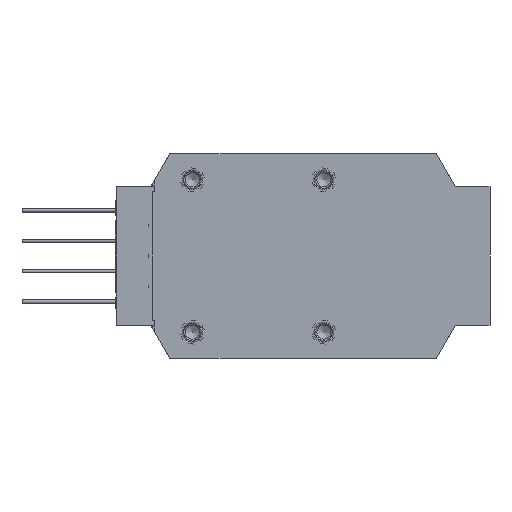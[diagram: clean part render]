
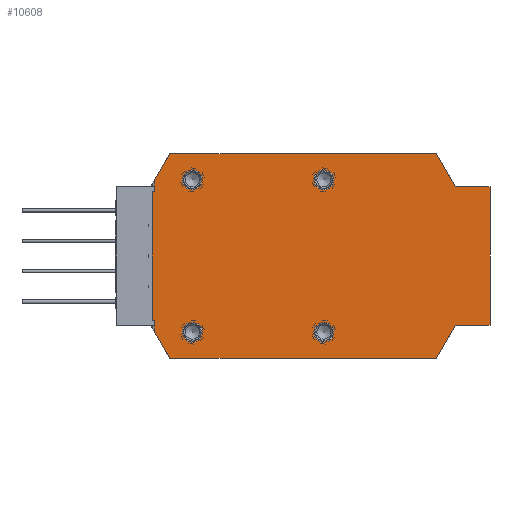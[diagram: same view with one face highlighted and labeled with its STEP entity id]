
A CAD part, front view. The second image highlights one B-rep face of the part: STEP entity #10608.
In plain terms, the highlighted planar face has unit normal (0, -1, 0).
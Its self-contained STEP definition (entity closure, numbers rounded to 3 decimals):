
#10608=ADVANCED_FACE('',(#64846,#64848,#64850,#64852,#64854),#64856,.F.);
#64846=FACE_BOUND('',#64847,.T.);
#64847=EDGE_LOOP('',(#107402,#107403,#107404,#107405,#107406,#107407,#107408,#107409,
#107410,#107411,#107412,#107413,#107414,#107415));
#64848=FACE_BOUND('',#64849,.T.);
#64849=EDGE_LOOP('',(#107416));
#64850=FACE_BOUND('',#64851,.T.);
#64851=EDGE_LOOP('',(#107417));
#64852=FACE_BOUND('',#64853,.T.);
#64853=EDGE_LOOP('',(#107418));
#64854=FACE_BOUND('',#64855,.T.);
#64855=EDGE_LOOP('',(#107419));
#64856=PLANE('',#64857);
#64857=AXIS2_PLACEMENT_3D('',#64858,#64859,#64860);
#64858=CARTESIAN_POINT('',(0.,0.,0.));
#64859=DIRECTION('',(-0.,1.,0.));
#64860=DIRECTION('',(1.,0.,0.));
#107402=ORIENTED_EDGE('',*,*,#140608,.F.);
#107403=ORIENTED_EDGE('',*,*,#140609,.T.);
#107404=ORIENTED_EDGE('',*,*,#140610,.F.);
#107405=ORIENTED_EDGE('',*,*,#140611,.F.);
#107406=ORIENTED_EDGE('',*,*,#140612,.F.);
#107407=ORIENTED_EDGE('',*,*,#140613,.F.);
#107408=ORIENTED_EDGE('',*,*,#140614,.F.);
#107409=ORIENTED_EDGE('',*,*,#140615,.F.);
#107410=ORIENTED_EDGE('',*,*,#140616,.F.);
#107411=ORIENTED_EDGE('',*,*,#140617,.F.);
#107412=ORIENTED_EDGE('',*,*,#140618,.F.);
#107413=ORIENTED_EDGE('',*,*,#140619,.T.);
#107414=ORIENTED_EDGE('',*,*,#140620,.F.);
#107415=ORIENTED_EDGE('',*,*,#139073,.T.);
#107416=ORIENTED_EDGE('',*,*,#140621,.T.);
#107417=ORIENTED_EDGE('',*,*,#140622,.T.);
#107418=ORIENTED_EDGE('',*,*,#140623,.T.);
#107419=ORIENTED_EDGE('',*,*,#140624,.T.);
#139073=EDGE_CURVE('',#158111,#158109,#158112,.F.);
#140608=EDGE_CURVE('',#160674,#158109,#160676,.T.);
#140609=EDGE_CURVE('',#160674,#160677,#160678,.F.);
#140610=EDGE_CURVE('',#160679,#160677,#160680,.T.);
#140611=EDGE_CURVE('',#160681,#160679,#160682,.T.);
#140612=EDGE_CURVE('',#160683,#160681,#160684,.T.);
#140613=EDGE_CURVE('',#160685,#160683,#160686,.T.);
#140614=EDGE_CURVE('',#160687,#160685,#160688,.T.);
#140615=EDGE_CURVE('',#160689,#160687,#160690,.T.);
#140616=EDGE_CURVE('',#160691,#160689,#160692,.T.);
#140617=EDGE_CURVE('',#160693,#160691,#160694,.T.);
#140618=EDGE_CURVE('',#160695,#160693,#160696,.T.);
#140619=EDGE_CURVE('',#160695,#160697,#160698,.F.);
#140620=EDGE_CURVE('',#158111,#160697,#160699,.T.);
#140621=EDGE_CURVE('',#160700,#160700,#160701,.T.);
#140622=EDGE_CURVE('',#160702,#160702,#160703,.T.);
#140623=EDGE_CURVE('',#160704,#160704,#160705,.T.);
#140624=EDGE_CURVE('',#160706,#160706,#160707,.T.);
#158109=VERTEX_POINT('',#192063);
#158111=VERTEX_POINT('',#192067);
#158112=LINE('',#192068,#192069);
#160674=VERTEX_POINT('',#198462);
#160676=LINE('',#198466,#198467);
#160677=VERTEX_POINT('',#198469);
#160678=LINE('',#198470,#198471);
#160679=VERTEX_POINT('',#198473);
#160680=LINE('',#198474,#198475);
#160681=VERTEX_POINT('',#198477);
#160682=LINE('',#198478,#198479);
#160683=VERTEX_POINT('',#198481);
#160684=LINE('',#198482,#198483);
#160685=VERTEX_POINT('',#198485);
#160686=LINE('',#198486,#198487);
#160687=VERTEX_POINT('',#198489);
#160688=LINE('',#198490,#198491);
#160689=VERTEX_POINT('',#198493);
#160690=LINE('',#198494,#198495);
#160691=VERTEX_POINT('',#198497);
#160692=LINE('',#198498,#198499);
#160693=VERTEX_POINT('',#198501);
#160694=LINE('',#198502,#198503);
#160695=VERTEX_POINT('',#198505);
#160696=LINE('',#198506,#198507);
#160697=VERTEX_POINT('',#198509);
#160698=LINE('',#198510,#198511);
#160699=LINE('',#198513,#198514);
#160700=VERTEX_POINT('',#198516);
#160701=CIRCLE('',#198517,6.5);
#160702=VERTEX_POINT('',#198521);
#160703=CIRCLE('',#198522,6.5);
#160704=VERTEX_POINT('',#198526);
#160705=CIRCLE('',#198527,6.5);
#160706=VERTEX_POINT('',#198531);
#160707=CIRCLE('',#198532,6.5);
#192063=CARTESIAN_POINT('',(-109.,0.,-46.5));
#192067=CARTESIAN_POINT('',(-109.,0.,46.5));
#192068=CARTESIAN_POINT('',(-109.,0.,-46.5));
#192069=VECTOR('',#192070,1.);
#192070=DIRECTION('',(0.,0.,1.));
#198462=CARTESIAN_POINT('',(-107.5,0.,-46.631));
#198466=CARTESIAN_POINT('',(-107.5,0.,-46.631));
#198467=VECTOR('',#198468,1.);
#198468=DIRECTION('',(-0.996,0.,0.087));
#198469=CARTESIAN_POINT('',(-107.5,0.,-54.33));
#198470=CARTESIAN_POINT('',(-107.5,0.,-54.33));
#198471=VECTOR('',#198472,1.);
#198472=DIRECTION('',(0.,0.,1.));
#198473=CARTESIAN_POINT('',(-96.144,0.,-74.));
#198474=CARTESIAN_POINT('',(-96.144,0.,-74.));
#198475=VECTOR('',#198476,1.);
#198476=DIRECTION('',(-0.5,0.,0.866));
#198477=CARTESIAN_POINT('',(96.144,0.,-74.));
#198478=CARTESIAN_POINT('',(96.144,0.,-74.));
#198479=VECTOR('',#198480,1.);
#198480=DIRECTION('',(-1.,0.,0.));
#198481=CARTESIAN_POINT('',(110.,0.,-50.));
#198482=CARTESIAN_POINT('',(110.,0.,-50.));
#198483=VECTOR('',#198484,1.);
#198484=DIRECTION('',(-0.5,0.,-0.866));
#198485=CARTESIAN_POINT('',(135.,0.,-50.));
#198486=CARTESIAN_POINT('',(135.,0.,-50.));
#198487=VECTOR('',#198488,1.);
#198488=DIRECTION('',(-1.,0.,0.));
#198489=CARTESIAN_POINT('',(135.,0.,50.));
#198490=CARTESIAN_POINT('',(135.,0.,50.));
#198491=VECTOR('',#198492,1.);
#198492=DIRECTION('',(0.,0.,-1.));
#198493=CARTESIAN_POINT('',(110.,0.,50.));
#198494=CARTESIAN_POINT('',(110.,0.,50.));
#198495=VECTOR('',#198496,1.);
#198496=DIRECTION('',(1.,0.,0.));
#198497=CARTESIAN_POINT('',(96.144,0.,74.));
#198498=CARTESIAN_POINT('',(96.144,0.,74.));
#198499=VECTOR('',#198500,1.);
#198500=DIRECTION('',(0.5,0.,-0.866));
#198501=CARTESIAN_POINT('',(-96.144,0.,74.));
#198502=CARTESIAN_POINT('',(-96.144,0.,74.));
#198503=VECTOR('',#198504,1.);
#198504=DIRECTION('',(1.,0.,0.));
#198505=CARTESIAN_POINT('',(-107.5,0.,54.33));
#198506=CARTESIAN_POINT('',(-107.5,0.,54.33));
#198507=VECTOR('',#198508,1.);
#198508=DIRECTION('',(0.5,0.,0.866));
#198509=CARTESIAN_POINT('',(-107.5,0.,46.631));
#198510=CARTESIAN_POINT('',(-107.5,0.,46.631));
#198511=VECTOR('',#198512,1.);
#198512=DIRECTION('',(0.,0.,1.));
#198513=CARTESIAN_POINT('',(-109.,0.,46.5));
#198514=VECTOR('',#198515,1.);
#198515=DIRECTION('',(0.996,0.,0.087));
#198516=CARTESIAN_POINT('',(21.5,0.,-55.));
#198517=AXIS2_PLACEMENT_3D('',#198518,#198519,#198520);
#198518=CARTESIAN_POINT('',(15.,0.,-55.));
#198519=DIRECTION('',(-0.,1.,0.));
#198520=DIRECTION('',(1.,0.,0.));
#198521=CARTESIAN_POINT('',(-73.5,0.,55.));
#198522=AXIS2_PLACEMENT_3D('',#198523,#198524,#198525);
#198523=CARTESIAN_POINT('',(-80.,0.,55.));
#198524=DIRECTION('',(-0.,1.,0.));
#198525=DIRECTION('',(1.,0.,0.));
#198526=CARTESIAN_POINT('',(-73.5,0.,-55.));
#198527=AXIS2_PLACEMENT_3D('',#198528,#198529,#198530);
#198528=CARTESIAN_POINT('',(-80.,0.,-55.));
#198529=DIRECTION('',(-0.,1.,0.));
#198530=DIRECTION('',(1.,0.,0.));
#198531=CARTESIAN_POINT('',(21.5,0.,55.));
#198532=AXIS2_PLACEMENT_3D('',#198533,#198534,#198535);
#198533=CARTESIAN_POINT('',(15.,0.,55.));
#198534=DIRECTION('',(-0.,1.,0.));
#198535=DIRECTION('',(1.,0.,0.));
